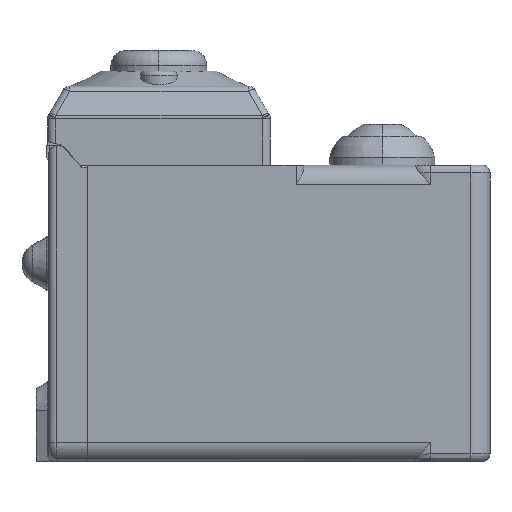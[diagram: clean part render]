
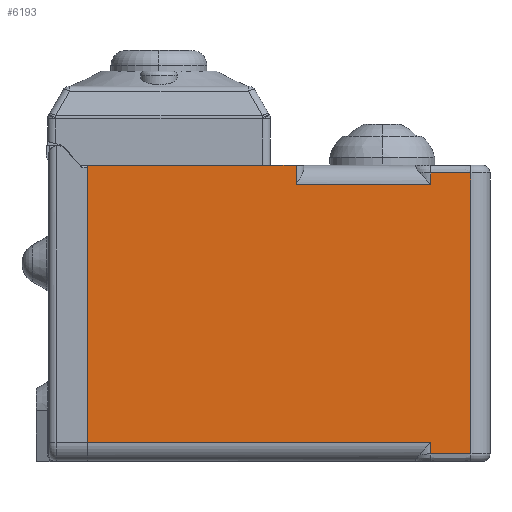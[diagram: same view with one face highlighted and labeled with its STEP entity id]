
A CAD part, left-side view. The second image highlights one B-rep face of the part: STEP entity #6193.
In plain terms, the highlighted planar face has unit normal (-1, 0, 0).
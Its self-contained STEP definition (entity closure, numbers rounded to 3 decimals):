
#674=DIRECTION('',(0.,1.,0.));
#675=VECTOR('',#674,34.84);
#676=CARTESIAN_POINT('',(-22.225,32.39,24.725));
#677=LINE('',#676,#675);
#958=DIRECTION('',(0.,0.,1.));
#959=VECTOR('',#958,46.27);
#960=CARTESIAN_POINT('',(-22.225,67.23,-21.545));
#961=LINE('',#960,#959);
#962=DIRECTION('',(0.,0.,1.));
#963=VECTOR('',#962,3.18);
#964=CARTESIAN_POINT('',(-22.225,32.39,21.545));
#965=LINE('',#964,#963);
#966=DIRECTION('',(0.,0.,-1.));
#967=VECTOR('',#966,1.91);
#968=CARTESIAN_POINT('',(-22.225,9.91,23.455));
#969=LINE('',#968,#967);
#970=CARTESIAN_POINT('',(-22.225,9.91,23.455));
#971=CARTESIAN_POINT('',(-22.225,9.708,23.454));
#972=CARTESIAN_POINT('',(-22.225,9.285,23.456));
#973=CARTESIAN_POINT('',(-22.225,8.592,23.454));
#974=CARTESIAN_POINT('',(-22.225,7.846,23.455));
#975=CARTESIAN_POINT('',(-22.225,7.044,23.455));
#976=CARTESIAN_POINT('',(-22.225,6.182,23.455));
#977=CARTESIAN_POINT('',(-22.225,5.257,23.455));
#978=CARTESIAN_POINT('',(-22.225,4.262,23.455));
#979=CARTESIAN_POINT('',(-22.225,3.549,23.455));
#980=CARTESIAN_POINT('',(-22.225,3.18,23.455));
#982=DIRECTION('',(0.,0.,-1.));
#983=VECTOR('',#982,46.91);
#984=CARTESIAN_POINT('',(-22.225,3.18,23.455));
#985=LINE('',#984,#983);
#986=CARTESIAN_POINT('',(-22.225,3.18,-23.455));
#987=CARTESIAN_POINT('',(-22.225,3.549,-23.455));
#988=CARTESIAN_POINT('',(-22.225,4.262,-23.455));
#989=CARTESIAN_POINT('',(-22.225,5.256,-23.455));
#990=CARTESIAN_POINT('',(-22.225,6.181,-23.455));
#991=CARTESIAN_POINT('',(-22.225,7.043,-23.455));
#992=CARTESIAN_POINT('',(-22.225,7.844,-23.455));
#993=CARTESIAN_POINT('',(-22.225,8.59,-23.455));
#994=CARTESIAN_POINT('',(-22.225,9.282,-23.456));
#995=CARTESIAN_POINT('',(-22.225,9.707,-23.453));
#996=CARTESIAN_POINT('',(-22.225,9.91,-23.455));
#998=DIRECTION('',(0.,0.,-1.));
#999=VECTOR('',#998,1.91);
#1000=CARTESIAN_POINT('',(-22.225,9.91,-21.545));
#1001=LINE('',#1000,#999);
#1456=DIRECTION('',(0.,-1.,0.));
#1457=VECTOR('',#1456,57.32);
#1458=CARTESIAN_POINT('',(-22.225,67.23,-21.545));
#1459=LINE('',#1458,#1457);
#1471=CARTESIAN_POINT('',(-22.225,9.91,-21.545));
#1540=DIRECTION('',(0.,1.,0.));
#1541=VECTOR('',#1540,22.48);
#1542=CARTESIAN_POINT('',(-22.225,9.91,21.545));
#1543=LINE('',#1542,#1541);
#4732=CARTESIAN_POINT('',(-22.225,67.23,-21.545));
#4733=CARTESIAN_POINT('',(-22.225,67.23,24.725));
#4734=VERTEX_POINT('',#4732);
#4735=VERTEX_POINT('',#4733);
#4852=CARTESIAN_POINT('',(-22.225,3.18,23.455));
#4853=VERTEX_POINT('',#4852);
#4855=VERTEX_POINT('',#970);
#4858=VERTEX_POINT('',#986);
#4859=VERTEX_POINT('',#996);
#4878=CARTESIAN_POINT('',(-22.225,9.91,21.545));
#4879=VERTEX_POINT('',#4878);
#4885=VERTEX_POINT('',#1471);
#4946=CARTESIAN_POINT('',(-22.225,32.39,24.725));
#4948=VERTEX_POINT('',#4946);
#4952=CARTESIAN_POINT('',(-22.225,32.39,21.545));
#4953=VERTEX_POINT('',#4952);
#6168=CARTESIAN_POINT('',(-22.225,0.,-24.725));
#6169=DIRECTION('',(-1.,0.,0.));
#6170=DIRECTION('',(0.,0.,1.));
#6171=AXIS2_PLACEMENT_3D('',#6168,#6169,#6170);
#6172=PLANE('',#6171);
#6173=ORIENTED_EDGE('',*,*,#6145,.T.);
#6174=ORIENTED_EDGE('',*,*,#5941,.F.);
#6176=ORIENTED_EDGE('',*,*,#6175,.F.);
#6178=ORIENTED_EDGE('',*,*,#6177,.F.);
#6180=ORIENTED_EDGE('',*,*,#6179,.F.);
#6182=ORIENTED_EDGE('',*,*,#6181,.T.);
#6184=ORIENTED_EDGE('',*,*,#6183,.T.);
#6186=ORIENTED_EDGE('',*,*,#6185,.T.);
#6188=ORIENTED_EDGE('',*,*,#6187,.F.);
#6190=ORIENTED_EDGE('',*,*,#6189,.F.);
#6191=EDGE_LOOP('',(#6173,#6174,#6176,#6178,#6180,#6182,#6184,#6186,#6188,
#6190));
#6192=FACE_OUTER_BOUND('',#6191,.F.);
#6193=ADVANCED_FACE('',(#6192),#6172,.T.);
#981=B_SPLINE_CURVE_WITH_KNOTS('',3,(#970,#971,#972,#973,#974,#975,#976,#977,
#978,#979,#980),.UNSPECIFIED.,.F.,.F.,(4,1,1,1,1,1,1,1,4),(0.,0.125,0.25,
0.375,0.5,0.625,0.75,0.875,1.),.UNSPECIFIED.);
#997=B_SPLINE_CURVE_WITH_KNOTS('',3,(#986,#987,#988,#989,#990,#991,#992,#993,
#994,#995,#996),.UNSPECIFIED.,.F.,.F.,(4,1,1,1,1,1,1,1,4),(0.,0.125,0.25,
0.375,0.5,0.625,0.75,0.875,1.),.UNSPECIFIED.);
#5941=EDGE_CURVE('',#4948,#4735,#677,.T.);
#6145=EDGE_CURVE('',#4734,#4735,#961,.T.);
#6175=EDGE_CURVE('',#4953,#4948,#965,.T.);
#6177=EDGE_CURVE('',#4879,#4953,#1543,.T.);
#6179=EDGE_CURVE('',#4855,#4879,#969,.T.);
#6181=EDGE_CURVE('',#4855,#4853,#981,.T.);
#6183=EDGE_CURVE('',#4853,#4858,#985,.T.);
#6185=EDGE_CURVE('',#4858,#4859,#997,.T.);
#6187=EDGE_CURVE('',#4885,#4859,#1001,.T.);
#6189=EDGE_CURVE('',#4734,#4885,#1459,.T.);
